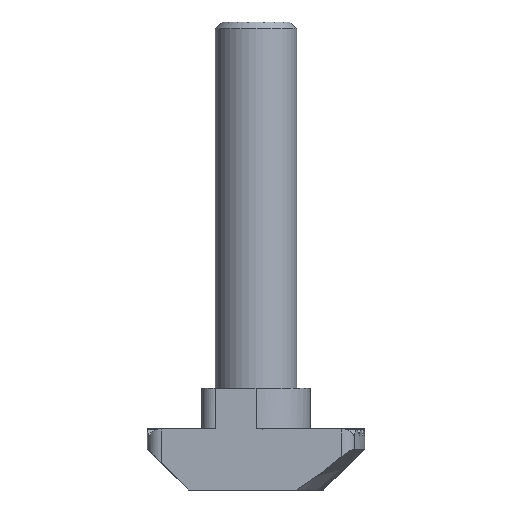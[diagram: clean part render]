
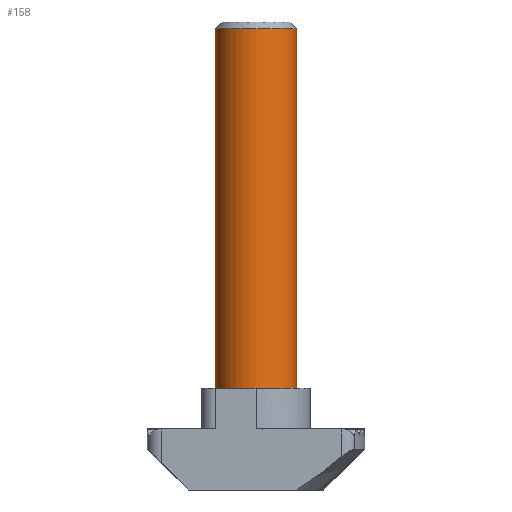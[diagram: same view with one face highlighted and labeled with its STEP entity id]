
A CAD part, front view. The second image highlights one B-rep face of the part: STEP entity #158.
In plain terms, the highlighted cylindrical face has radius 3 mm (diameter 6 mm), a full revolution.
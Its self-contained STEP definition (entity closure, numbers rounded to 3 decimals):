
#73=CARTESIAN_POINT('',(3.0,0.,34.0));
#74=VERTEX_POINT('',#73);
#75=CARTESIAN_POINT('',(0.0,0.0,34.0));
#76=DIRECTION('',(0.0,0.0,1.0));
#77=DIRECTION('',(-1.0,0.0,0.0));
#78=AXIS2_PLACEMENT_3D('',#75,#76,#77);
#79=CIRCLE('',#78,3.0);
#80=EDGE_CURVE('',#74,#74,#79,.T.);
#139=CARTESIAN_POINT('',(0.0,0.0,29.5));
#140=DIRECTION('',(0.0,0.0,-1.0));
#141=DIRECTION('',(-1.0,0.0,0.0));
#142=AXIS2_PLACEMENT_3D('',#139,#140,#141);
#143=CYLINDRICAL_SURFACE('',#142,3.0);
#144=CARTESIAN_POINT('',(3.0,0.,7.5));
#145=VERTEX_POINT('',#144);
#146=CARTESIAN_POINT('',(0.0,0.0,7.5));
#147=DIRECTION('',(0.0,0.0,1.0));
#148=DIRECTION('',(-1.0,0.0,0.0));
#149=AXIS2_PLACEMENT_3D('',#146,#147,#148);
#150=CIRCLE('',#149,3.0);
#151=EDGE_CURVE('',#145,#145,#150,.T.);
#152=ORIENTED_EDGE('',*,*,#151,.T.);
#153=EDGE_LOOP('',(#152));
#154=FACE_OUTER_BOUND('',#153,.T.);
#155=ORIENTED_EDGE('',*,*,#80,.F.);
#156=EDGE_LOOP('',(#155));
#157=FACE_BOUND('',#156,.T.);
#158=ADVANCED_FACE('',(#154,#157),#143,.T.);
